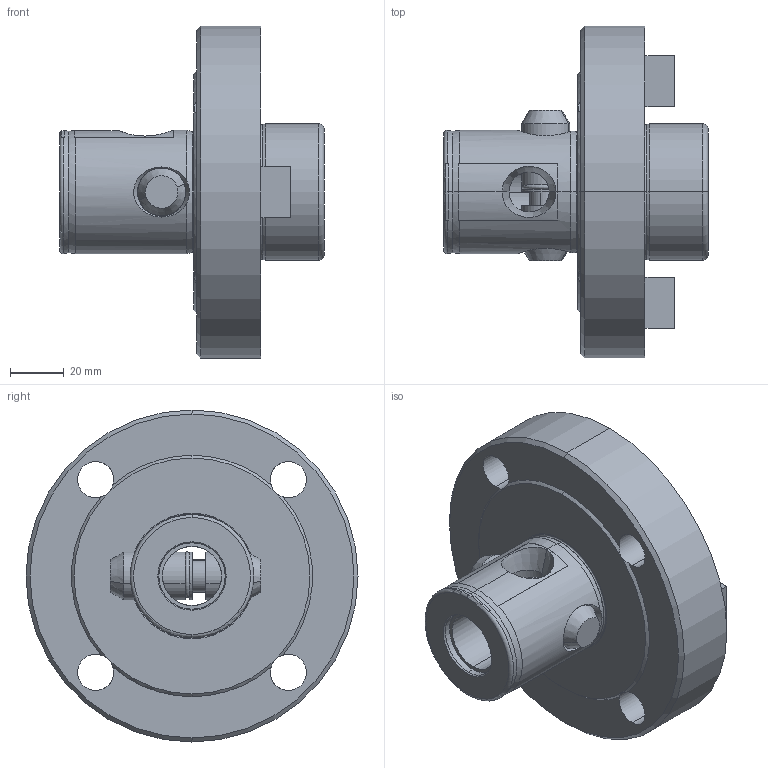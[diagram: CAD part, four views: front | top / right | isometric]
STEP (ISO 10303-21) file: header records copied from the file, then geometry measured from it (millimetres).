
FILE_DESCRIPTION (( 'STEP AP203' ), '1' );
FILE_NAME ('11.335.416.STEP', '2010-03-29T14:21:02', ( '' ), ( '' ), 'SwSTEP 2.0', 'SolidWorks 2010', '' );
FILE_SCHEMA (( 'CONFIG_CONTROL_DESIGN' ));
Length unit declared in the file: millimetre
Products named in the file (5): 11.335.416; 11.691.625; 10.691.50X_10.691.507; 691-50XRing_10.691.507Ring
Assembly tree (5 placements, depth 2):
  11.335.416
    11.691.625  x2
    11.335.416
    10.691.50X_10.691.507
    691-50XRing_10.691.507Ring
Bounding box: 98.6 x 123.8 x 123.8 mm (x, y, z)
Volume: 379925.2 mm3; surface area: 64494.6 mm2
Topology: 5 solids, 5 shells, 155 faces, 363 edges, 215 vertices
Faces by surface type: cylinder 51, cone 49, plane 42, torus 13
Entity records: 5250 total; most frequent: CARTESIAN_POINT 1389, DIRECTION 757, ORIENTED_EDGE 662, EDGE_CURVE 331, AXIS2_PLACEMENT_3D 317, VERTEX_POINT 199, CIRCLE 168, EDGE_LOOP 158
